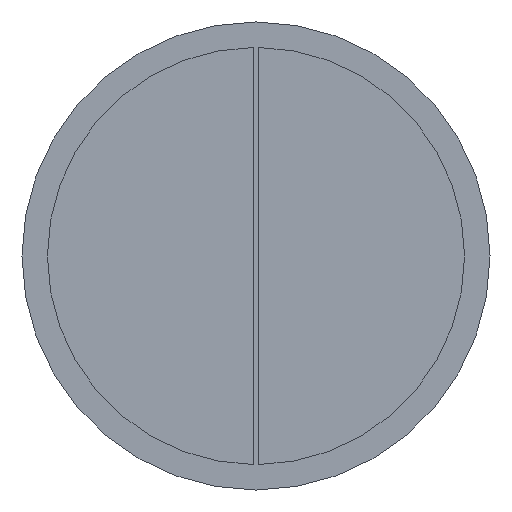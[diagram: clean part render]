
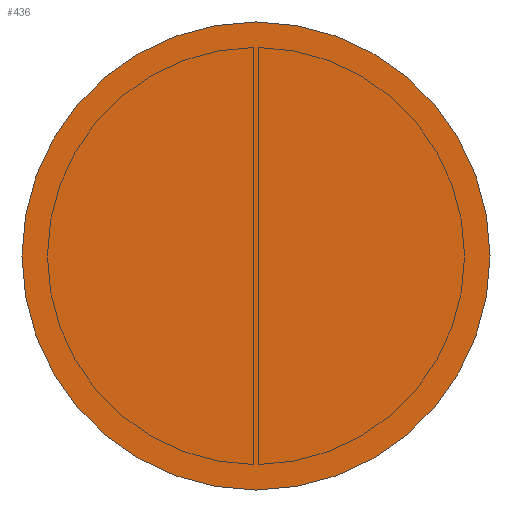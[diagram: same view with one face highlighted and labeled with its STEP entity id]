
A CAD part, left-side view. The second image highlights one B-rep face of the part: STEP entity #436.
In plain terms, the highlighted planar face has unit normal (-1, 0, 0).
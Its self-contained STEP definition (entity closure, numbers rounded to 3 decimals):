
#122 = DIRECTION ( 'NONE',  ( 0., 0., -1. ) ) ;
#155 = CIRCLE ( 'NONE', #1709, 69. ) ;
#195 = EDGE_CURVE ( 'NONE', #771, #588, #155, .T. ) ;
#231 = EDGE_CURVE ( 'NONE', #588, #771, #1676, .T. ) ;
#241 = EDGE_LOOP ( 'NONE', ( #670, #694 ) ) ;
#259 = DIRECTION ( 'NONE',  ( -1., 0., 0. ) ) ;
#306 = DIRECTION ( 'NONE',  ( 1., 0., 0. ) ) ;
#325 = DIRECTION ( 'NONE',  ( 1., 0., 0. ) ) ;
#432 = CARTESIAN_POINT ( 'NONE',  ( -6.84, 0., 0. ) ) ;
#436 = ADVANCED_FACE ( 'NONE', ( #1336 ), #921, .T. ) ;
#555 = CARTESIAN_POINT ( 'NONE',  ( -6.84, 0., 69. ) ) ;
#588 = VERTEX_POINT ( 'NONE', #555 ) ;
#659 = CARTESIAN_POINT ( 'NONE',  ( -6.84, 64.625, 0. ) ) ;
#670 = ORIENTED_EDGE ( 'NONE', *, *, #195, .F. ) ;
#694 = ORIENTED_EDGE ( 'NONE', *, *, #231, .F. ) ;
#771 = VERTEX_POINT ( 'NONE', #1031 ) ;
#921 = PLANE ( 'NONE',  #1421 ) ;
#973 = CARTESIAN_POINT ( 'NONE',  ( -6.84, 0., 0. ) ) ;
#1031 = CARTESIAN_POINT ( 'NONE',  ( -6.84, 0., -69. ) ) ;
#1090 = DIRECTION ( 'NONE',  ( 0., 0., -1. ) ) ;
#1336 = FACE_OUTER_BOUND ( 'NONE', #241, .T. ) ;
#1352 = AXIS2_PLACEMENT_3D ( 'NONE', #973, #325, #122 ) ;
#1421 = AXIS2_PLACEMENT_3D ( 'NONE', #659, #259, #1458 ) ;
#1458 = DIRECTION ( 'NONE',  ( 0., 0., 1. ) ) ;
#1676 = CIRCLE ( 'NONE', #1352, 69. ) ;
#1709 = AXIS2_PLACEMENT_3D ( 'NONE', #432, #306, #1090 ) ;
